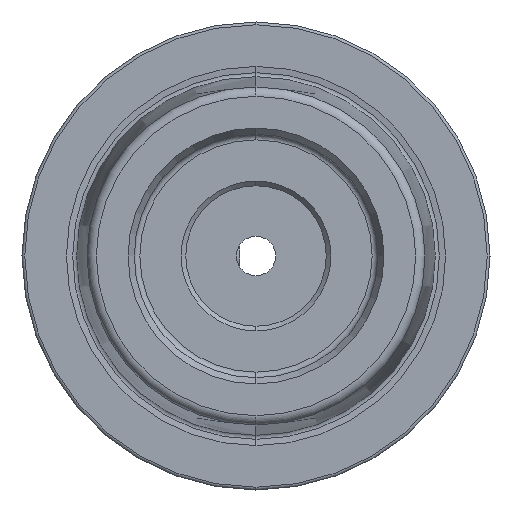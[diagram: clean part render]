
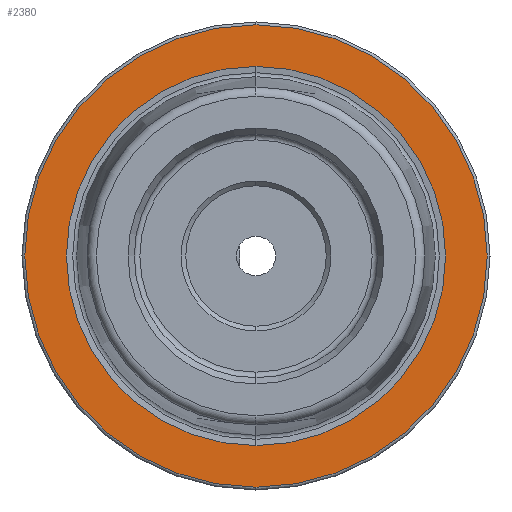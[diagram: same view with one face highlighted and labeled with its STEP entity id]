
A CAD part, left-side view. The second image highlights one B-rep face of the part: STEP entity #2380.
In plain terms, the highlighted planar face has unit normal (-1, 0, 0).
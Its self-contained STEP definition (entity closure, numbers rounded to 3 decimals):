
#10 = AXIS2_PLACEMENT_3D ( 'NONE', #2662, #3883, #446 ) ;
#38 = EDGE_CURVE ( 'NONE', #603, #3876, #2915, .T. ) ;
#42 = VERTEX_POINT ( 'NONE', #2248 ) ;
#83 = CIRCLE ( 'NONE', #2256, 20.258 ) ;
#116 = EDGE_LOOP ( 'NONE', ( #2764, #3805 ) ) ;
#205 = EDGE_CURVE ( 'NONE', #3876, #603, #2865, .T. ) ;
#291 = EDGE_CURVE ( 'NONE', #457, #42, #930, .T. ) ;
#446 = DIRECTION ( 'NONE',  ( 0., 0., 1. ) ) ;
#457 = VERTEX_POINT ( 'NONE', #673 ) ;
#534 = CARTESIAN_POINT ( 'NONE',  ( 0., 0., -24.7 ) ) ;
#603 = VERTEX_POINT ( 'NONE', #2543 ) ;
#673 = CARTESIAN_POINT ( 'NONE',  ( 0., 0., -20.258 ) ) ;
#923 = AXIS2_PLACEMENT_3D ( 'NONE', #2142, #3649, #2722 ) ;
#930 = CIRCLE ( 'NONE', #10, 20.258 ) ;
#978 = DIRECTION ( 'NONE',  ( -1., 0., 0. ) ) ;
#1104 = CARTESIAN_POINT ( 'NONE',  ( 0., 0., 0. ) ) ;
#1577 = CARTESIAN_POINT ( 'NONE',  ( 0., 0., 0. ) ) ;
#1723 = DIRECTION ( 'NONE',  ( -1., 0., 0. ) ) ;
#1996 = DIRECTION ( 'NONE',  ( 0., 0., 1. ) ) ;
#2055 = EDGE_CURVE ( 'NONE', #42, #457, #83, .T. ) ;
#2142 = CARTESIAN_POINT ( 'NONE',  ( 0., 24.7, 0. ) ) ;
#2248 = CARTESIAN_POINT ( 'NONE',  ( 0., 0., 20.258 ) ) ;
#2256 = AXIS2_PLACEMENT_3D ( 'NONE', #3855, #3895, #1996 ) ;
#2380 = ADVANCED_FACE ( 'NONE', ( #3430, #2888 ), #3967, .F. ) ;
#2451 = AXIS2_PLACEMENT_3D ( 'NONE', #1577, #978, #2894 ) ;
#2543 = CARTESIAN_POINT ( 'NONE',  ( 0., 0., 24.7 ) ) ;
#2662 = CARTESIAN_POINT ( 'NONE',  ( 0., 0., 0. ) ) ;
#2722 = DIRECTION ( 'NONE',  ( 0., 0., -1. ) ) ;
#2764 = ORIENTED_EDGE ( 'NONE', *, *, #2055, .F. ) ;
#2796 = ORIENTED_EDGE ( 'NONE', *, *, #38, .T. ) ;
#2865 = CIRCLE ( 'NONE', #2980, 24.7 ) ;
#2888 = FACE_OUTER_BOUND ( 'NONE', #2975, .T. ) ;
#2894 = DIRECTION ( 'NONE',  ( 0., 0., 1. ) ) ;
#2915 = CIRCLE ( 'NONE', #2451, 24.7 ) ;
#2975 = EDGE_LOOP ( 'NONE', ( #2796, #3511 ) ) ;
#2980 = AXIS2_PLACEMENT_3D ( 'NONE', #1104, #1723, #3242 ) ;
#3242 = DIRECTION ( 'NONE',  ( 0., 0., 1. ) ) ;
#3430 = FACE_BOUND ( 'NONE', #116, .T. ) ;
#3511 = ORIENTED_EDGE ( 'NONE', *, *, #205, .T. ) ;
#3649 = DIRECTION ( 'NONE',  ( 1., 0., 0. ) ) ;
#3805 = ORIENTED_EDGE ( 'NONE', *, *, #291, .F. ) ;
#3855 = CARTESIAN_POINT ( 'NONE',  ( 0., 0., 0. ) ) ;
#3876 = VERTEX_POINT ( 'NONE', #534 ) ;
#3883 = DIRECTION ( 'NONE',  ( -1., 0., 0. ) ) ;
#3895 = DIRECTION ( 'NONE',  ( -1., 0., 0. ) ) ;
#3967 = PLANE ( 'NONE',  #923 ) ;
